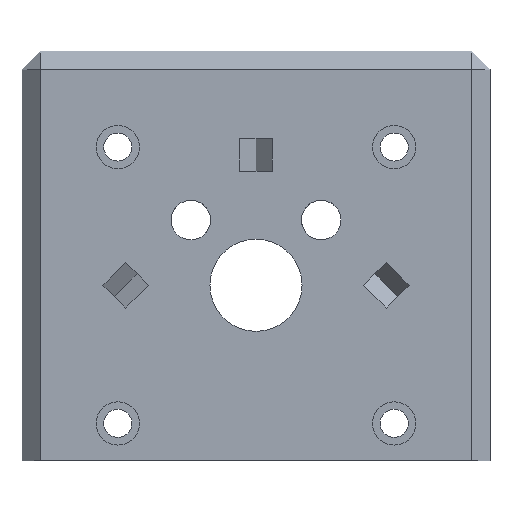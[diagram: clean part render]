
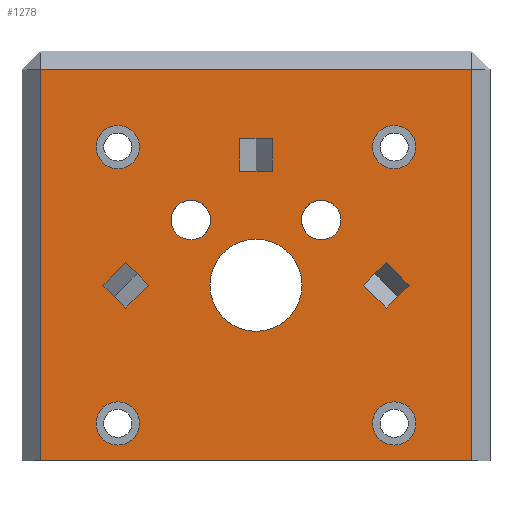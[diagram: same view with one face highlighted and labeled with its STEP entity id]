
A CAD part, front view. The second image highlights one B-rep face of the part: STEP entity #1278.
In plain terms, the highlighted planar face has unit normal (0, -1, 0).
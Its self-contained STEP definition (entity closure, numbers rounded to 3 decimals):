
#34=FACE_BOUND('',#195,.T.);
#35=FACE_BOUND('',#196,.T.);
#36=FACE_BOUND('',#197,.T.);
#37=FACE_BOUND('',#198,.T.);
#38=FACE_BOUND('',#199,.T.);
#39=FACE_BOUND('',#200,.T.);
#40=FACE_BOUND('',#201,.T.);
#41=FACE_BOUND('',#202,.T.);
#42=FACE_BOUND('',#203,.T.);
#43=FACE_BOUND('',#204,.T.);
#59=CIRCLE('',#1370,2.35);
#60=CIRCLE('',#1371,2.35);
#61=CIRCLE('',#1372,2.35);
#62=CIRCLE('',#1373,5.);
#63=CIRCLE('',#1374,2.35);
#64=CIRCLE('',#1375,2.147);
#65=CIRCLE('',#1376,2.147);
#117=FACE_OUTER_BOUND('',#194,.T.);
#194=EDGE_LOOP('',(#892,#893,#894,#895));
#195=EDGE_LOOP('',(#896));
#196=EDGE_LOOP('',(#897));
#197=EDGE_LOOP('',(#898));
#198=EDGE_LOOP('',(#899));
#199=EDGE_LOOP('',(#900));
#200=EDGE_LOOP('',(#901,#902,#903,#904));
#201=EDGE_LOOP('',(#905,#906,#907,#908));
#202=EDGE_LOOP('',(#909,#910,#911,#912));
#203=EDGE_LOOP('',(#913));
#204=EDGE_LOOP('',(#914));
#290=LINE('',#1878,#424);
#311=LINE('',#1919,#445);
#315=LINE('',#1926,#449);
#316=LINE('',#1928,#450);
#317=LINE('',#1941,#451);
#318=LINE('',#1943,#452);
#319=LINE('',#1945,#453);
#320=LINE('',#1946,#454);
#321=LINE('',#1949,#455);
#322=LINE('',#1951,#456);
#323=LINE('',#1953,#457);
#324=LINE('',#1954,#458);
#325=LINE('',#1957,#459);
#326=LINE('',#1959,#460);
#327=LINE('',#1961,#461);
#328=LINE('',#1962,#462);
#424=VECTOR('',#1494,10.);
#445=VECTOR('',#1531,10.);
#449=VECTOR('',#1537,10.);
#450=VECTOR('',#1540,10.);
#451=VECTOR('',#1551,10.);
#452=VECTOR('',#1552,10.);
#453=VECTOR('',#1553,10.);
#454=VECTOR('',#1554,10.);
#455=VECTOR('',#1555,10.);
#456=VECTOR('',#1556,10.);
#457=VECTOR('',#1557,10.);
#458=VECTOR('',#1558,10.);
#459=VECTOR('',#1559,10.);
#460=VECTOR('',#1560,10.);
#461=VECTOR('',#1561,10.);
#462=VECTOR('',#1562,10.);
#554=VERTEX_POINT('',#1867);
#555=VERTEX_POINT('',#1871);
#569=VERTEX_POINT('',#1917);
#570=VERTEX_POINT('',#1922);
#572=VERTEX_POINT('',#1929);
#573=VERTEX_POINT('',#1931);
#574=VERTEX_POINT('',#1933);
#575=VERTEX_POINT('',#1935);
#576=VERTEX_POINT('',#1937);
#577=VERTEX_POINT('',#1939);
#578=VERTEX_POINT('',#1940);
#579=VERTEX_POINT('',#1942);
#580=VERTEX_POINT('',#1944);
#581=VERTEX_POINT('',#1947);
#582=VERTEX_POINT('',#1948);
#583=VERTEX_POINT('',#1950);
#584=VERTEX_POINT('',#1952);
#585=VERTEX_POINT('',#1955);
#586=VERTEX_POINT('',#1956);
#587=VERTEX_POINT('',#1958);
#588=VERTEX_POINT('',#1960);
#589=VERTEX_POINT('',#1963);
#590=VERTEX_POINT('',#1965);
#674=EDGE_CURVE('',#555,#554,#290,.T.);
#695=EDGE_CURVE('',#569,#555,#311,.T.);
#699=EDGE_CURVE('',#554,#570,#315,.T.);
#700=EDGE_CURVE('',#570,#569,#316,.T.);
#701=EDGE_CURVE('',#572,#572,#59,.T.);
#702=EDGE_CURVE('',#573,#573,#60,.T.);
#703=EDGE_CURVE('',#574,#574,#61,.T.);
#704=EDGE_CURVE('',#575,#575,#62,.T.);
#705=EDGE_CURVE('',#576,#576,#63,.T.);
#706=EDGE_CURVE('',#577,#578,#317,.T.);
#707=EDGE_CURVE('',#578,#579,#318,.T.);
#708=EDGE_CURVE('',#579,#580,#319,.T.);
#709=EDGE_CURVE('',#580,#577,#320,.T.);
#710=EDGE_CURVE('',#581,#582,#321,.T.);
#711=EDGE_CURVE('',#582,#583,#322,.T.);
#712=EDGE_CURVE('',#583,#584,#323,.T.);
#713=EDGE_CURVE('',#584,#581,#324,.T.);
#714=EDGE_CURVE('',#585,#586,#325,.T.);
#715=EDGE_CURVE('',#586,#587,#326,.T.);
#716=EDGE_CURVE('',#587,#588,#327,.T.);
#717=EDGE_CURVE('',#588,#585,#328,.T.);
#718=EDGE_CURVE('',#589,#589,#64,.T.);
#719=EDGE_CURVE('',#590,#590,#65,.T.);
#892=ORIENTED_EDGE('',*,*,#699,.F.);
#893=ORIENTED_EDGE('',*,*,#674,.F.);
#894=ORIENTED_EDGE('',*,*,#695,.F.);
#895=ORIENTED_EDGE('',*,*,#700,.F.);
#896=ORIENTED_EDGE('',*,*,#701,.F.);
#897=ORIENTED_EDGE('',*,*,#702,.F.);
#898=ORIENTED_EDGE('',*,*,#703,.F.);
#899=ORIENTED_EDGE('',*,*,#704,.F.);
#900=ORIENTED_EDGE('',*,*,#705,.F.);
#901=ORIENTED_EDGE('',*,*,#706,.T.);
#902=ORIENTED_EDGE('',*,*,#707,.T.);
#903=ORIENTED_EDGE('',*,*,#708,.T.);
#904=ORIENTED_EDGE('',*,*,#709,.T.);
#905=ORIENTED_EDGE('',*,*,#710,.T.);
#906=ORIENTED_EDGE('',*,*,#711,.T.);
#907=ORIENTED_EDGE('',*,*,#712,.T.);
#908=ORIENTED_EDGE('',*,*,#713,.T.);
#909=ORIENTED_EDGE('',*,*,#714,.T.);
#910=ORIENTED_EDGE('',*,*,#715,.T.);
#911=ORIENTED_EDGE('',*,*,#716,.T.);
#912=ORIENTED_EDGE('',*,*,#717,.T.);
#913=ORIENTED_EDGE('',*,*,#718,.T.);
#914=ORIENTED_EDGE('',*,*,#719,.T.);
#1220=PLANE('',#1369);
#1278=ADVANCED_FACE('',(#117,#34,#35,#36,#37,#38,#39,#40,#41,#42,#43),#1220,
 .F.);
#1369=AXIS2_PLACEMENT_3D('',#1927,#1538,#1539);
#1370=AXIS2_PLACEMENT_3D('',#1930,#1541,#1542);
#1371=AXIS2_PLACEMENT_3D('',#1932,#1543,#1544);
#1372=AXIS2_PLACEMENT_3D('',#1934,#1545,#1546);
#1373=AXIS2_PLACEMENT_3D('',#1936,#1547,#1548);
#1374=AXIS2_PLACEMENT_3D('',#1938,#1549,#1550);
#1375=AXIS2_PLACEMENT_3D('',#1964,#1563,#1564);
#1376=AXIS2_PLACEMENT_3D('',#1966,#1565,#1566);
#1494=DIRECTION('',(1.,0.,0.));
#1531=DIRECTION('',(0.,0.,1.));
#1537=DIRECTION('',(0.,0.,-1.));
#1538=DIRECTION('center_axis',(0.,1.,0.));
#1539=DIRECTION('ref_axis',(-1.,0.,0.));
#1540=DIRECTION('',(-1.,0.,0.));
#1541=DIRECTION('center_axis',(0.,-1.,0.));
#1542=DIRECTION('ref_axis',(1.,0.,0.));
#1543=DIRECTION('center_axis',(0.,-1.,0.));
#1544=DIRECTION('ref_axis',(1.,0.,0.));
#1545=DIRECTION('center_axis',(0.,-1.,0.));
#1546=DIRECTION('ref_axis',(1.,0.,0.));
#1547=DIRECTION('center_axis',(0.,-1.,0.));
#1548=DIRECTION('ref_axis',(1.,0.,0.));
#1549=DIRECTION('center_axis',(0.,-1.,0.));
#1550=DIRECTION('ref_axis',(1.,0.,0.));
#1551=DIRECTION('',(-0.707,0.,-0.707));
#1552=DIRECTION('',(-0.707,0.,0.707));
#1553=DIRECTION('',(0.707,0.,0.707));
#1554=DIRECTION('',(0.707,0.,-0.707));
#1555=DIRECTION('',(0.707,0.,-0.707));
#1556=DIRECTION('',(-0.707,0.,-0.707));
#1557=DIRECTION('',(-0.707,0.,0.707));
#1558=DIRECTION('',(0.707,0.,0.707));
#1559=DIRECTION('',(1.,0.,0.));
#1560=DIRECTION('',(0.,0.,-1.));
#1561=DIRECTION('',(-1.,0.,0.));
#1562=DIRECTION('',(0.,0.,1.));
#1563=DIRECTION('center_axis',(0.,1.,0.));
#1564=DIRECTION('ref_axis',(1.,0.,0.));
#1565=DIRECTION('center_axis',(0.,1.,0.));
#1566=DIRECTION('ref_axis',(1.,0.,0.));
#1867=CARTESIAN_POINT('',(44.761,21.361,23.4));
#1871=CARTESIAN_POINT('',(-2.039,21.361,23.4));
#1878=CARTESIAN_POINT('',(19.356,21.361,23.4));
#1917=CARTESIAN_POINT('',(-2.039,21.361,-19.05));
#1919=CARTESIAN_POINT('',(-2.039,21.361,4.025));
#1922=CARTESIAN_POINT('',(44.761,21.361,-19.05));
#1926=CARTESIAN_POINT('',(44.761,21.361,4.025));
#1927=CARTESIAN_POINT('Origin',(38.711,21.361,-17.35));
#1928=CARTESIAN_POINT('',(9.511,21.361,-19.05));
#1929=CARTESIAN_POINT('',(34.011,21.361,-15.));
#1930=CARTESIAN_POINT('Origin',(36.361,21.361,-15.));
#1931=CARTESIAN_POINT('',(4.011,21.361,-15.));
#1932=CARTESIAN_POINT('Origin',(6.361,21.361,-15.));
#1933=CARTESIAN_POINT('',(34.011,21.361,15.));
#1934=CARTESIAN_POINT('Origin',(36.361,21.361,15.));
#1935=CARTESIAN_POINT('',(16.361,21.361,0.));
#1936=CARTESIAN_POINT('Origin',(21.361,21.361,0.));
#1937=CARTESIAN_POINT('',(4.011,21.361,15.));
#1938=CARTESIAN_POINT('Origin',(6.361,21.361,15.));
#1939=CARTESIAN_POINT('',(37.978,21.361,0.));
#1940=CARTESIAN_POINT('',(35.504,21.361,-2.475));
#1941=CARTESIAN_POINT('',(34.373,21.361,-3.606));
#1942=CARTESIAN_POINT('',(33.029,21.361,0.));
#1943=CARTESIAN_POINT('',(30.31,21.361,2.718));
#1944=CARTESIAN_POINT('',(35.504,21.361,2.475));
#1945=CARTESIAN_POINT('',(30.66,21.361,-2.368));
#1946=CARTESIAN_POINT('',(31.548,21.361,6.431));
#1947=CARTESIAN_POINT('',(7.219,21.361,2.475));
#1948=CARTESIAN_POINT('',(9.694,21.361,0.));
#1949=CARTESIAN_POINT('',(10.335,21.361,-0.64));
#1950=CARTESIAN_POINT('',(7.219,21.361,-2.475));
#1951=CARTESIAN_POINT('',(13.16,21.361,3.465));
#1952=CARTESIAN_POINT('',(4.744,21.361,0.));
#1953=CARTESIAN_POINT('',(9.097,21.361,-4.353));
#1954=CARTESIAN_POINT('',(9.447,21.361,4.703));
#1955=CARTESIAN_POINT('',(19.611,21.361,15.892));
#1956=CARTESIAN_POINT('',(23.111,21.361,15.892));
#1957=CARTESIAN_POINT('',(19.996,21.361,15.892));
#1958=CARTESIAN_POINT('',(23.111,21.361,12.392));
#1959=CARTESIAN_POINT('',(23.111,21.361,9.534));
#1960=CARTESIAN_POINT('',(19.611,21.361,12.392));
#1961=CARTESIAN_POINT('',(21.746,21.361,12.392));
#1962=CARTESIAN_POINT('',(19.611,21.361,7.784));
#1963=CARTESIAN_POINT('',(26.286,21.361,7.071));
#1964=CARTESIAN_POINT('Origin',(28.432,21.361,7.071));
#1965=CARTESIAN_POINT('',(12.144,21.361,7.071));
#1966=CARTESIAN_POINT('Origin',(14.29,21.361,7.071));
